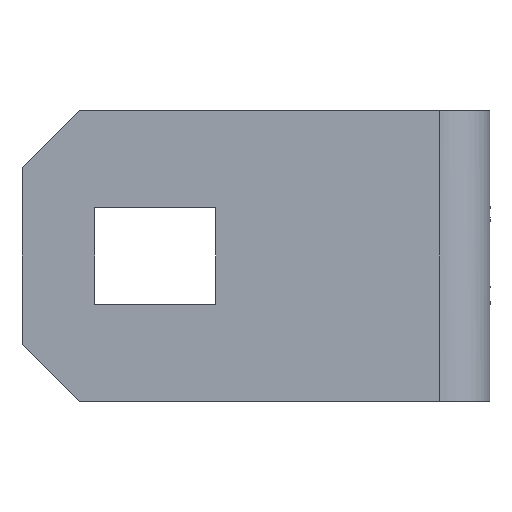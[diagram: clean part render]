
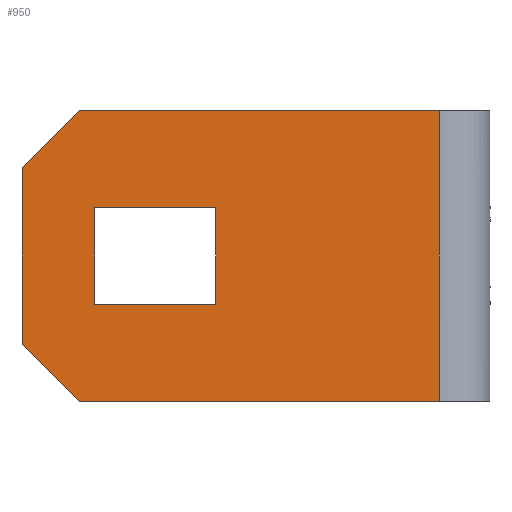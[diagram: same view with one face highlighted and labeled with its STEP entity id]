
A CAD part, left-side view. The second image highlights one B-rep face of the part: STEP entity #950.
In plain terms, the highlighted free-form (B-spline) face has degree [1, 1] with [2, 2] control points.
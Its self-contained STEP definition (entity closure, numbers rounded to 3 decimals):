
#716=CARTESIAN_POINT('V38',(-1572.832,
   -1313.054,370.943));
#717=VERTEX_POINT('V38',#716);
#725=CARTESIAN_POINT('V41',(-1572.832,
   -1313.054,358.943));
#726=VERTEX_POINT('V41',#725);
#727=CARTESIAN_POINT('E44',(-1572.832,
   -1313.054,358.943));
#728=CARTESIAN_POINT('E44',(-1572.832,
   -1313.054,370.943));
#729=QUASI_UNIFORM_CURVE('E44',1,(#727,#728),.POLYLINE_FORM.,.F.,.U.
   );
#730=EDGE_CURVE('E44',#726,#717,#729,.T.);
#753=CARTESIAN_POINT('V40',(-1572.832,
   -1328.054,358.943));
#754=VERTEX_POINT('V40',#753);
#755=CARTESIAN_POINT('E43',(-1572.832,
   -1328.054,358.943));
#756=CARTESIAN_POINT('E43',(-1572.832,
   -1313.054,358.943));
#757=QUASI_UNIFORM_CURVE('E43',1,(#755,#756),.POLYLINE_FORM.,.F.,.U.
   );
#758=EDGE_CURVE('E43',#754,#726,#757,.T.);
#781=CARTESIAN_POINT('V39',(-1572.832,
   -1328.054,370.943));
#782=VERTEX_POINT('V39',#781);
#783=CARTESIAN_POINT('E42',(-1572.832,
   -1328.054,370.943));
#784=CARTESIAN_POINT('E42',(-1572.832,
   -1328.054,358.943));
#785=QUASI_UNIFORM_CURVE('E42',1,(#783,#784),.POLYLINE_FORM.,.F.,.U.
   );
#786=EDGE_CURVE('E42',#782,#754,#785,.T.);
#809=CARTESIAN_POINT('E41',(-1572.832,
   -1313.054,370.943));
#810=CARTESIAN_POINT('E41',(-1572.832,
   -1328.054,370.943));
#811=QUASI_UNIFORM_CURVE('E41',1,(#809,#810),.POLYLINE_FORM.,.F.,.U.
   );
#812=EDGE_CURVE('E41',#717,#782,#811,.T.);
#830=CARTESIAN_POINT('V34',(-1572.832,
   -1311.125,346.943));
#831=VERTEX_POINT('V34',#830);
#837=CARTESIAN_POINT('V37',(-1572.832,
   -1304.054,354.014));
#838=VERTEX_POINT('V37',#837);
#839=CARTESIAN_POINT('E40',(-1572.832,
   -1304.054,354.014));
#840=CARTESIAN_POINT('E40',(-1572.832,
   -1311.125,346.943));
#841=QUASI_UNIFORM_CURVE('E40',1,(#839,#840),.POLYLINE_FORM.,.F.,.U.
   );
#842=EDGE_CURVE('E40',#838,#831,#841,.T.);
#865=CARTESIAN_POINT('V36',(-1572.832,
   -1304.054,375.872));
#866=VERTEX_POINT('V36',#865);
#867=CARTESIAN_POINT('E39',(-1572.832,
   -1304.054,375.872));
#868=CARTESIAN_POINT('E39',(-1572.832,
   -1304.054,354.014));
#869=QUASI_UNIFORM_CURVE('E39',1,(#867,#868),.POLYLINE_FORM.,.F.,.U.
   );
#870=EDGE_CURVE('E39',#866,#838,#869,.T.);
#893=CARTESIAN_POINT('V35',(-1572.832,
   -1311.125,382.943));
#894=VERTEX_POINT('V35',#893);
#895=CARTESIAN_POINT('E38',(-1572.832,
   -1311.125,382.943));
#896=CARTESIAN_POINT('E38',(-1572.832,
   -1304.054,375.872));
#897=QUASI_UNIFORM_CURVE('E38',1,(#895,#896),.POLYLINE_FORM.,.F.,.U.
   );
#898=EDGE_CURVE('E38',#894,#866,#897,.T.);
#915=CARTESIAN_POINT('F7',(-1572.832,
   -1304.054,382.943));
#916=CARTESIAN_POINT('F7',(-1572.832,
   -1304.054,346.943));
#917=CARTESIAN_POINT('F7',(-1572.832,
   -1355.754,382.943));
#918=CARTESIAN_POINT('F7',(-1572.832,
   -1355.754,346.943));
#919=B_SPLINE_SURFACE_WITH_KNOTS('F7',1,1,((#915,#917),(#916,#918))
,.PLANE_SURF.,.F.,.F.,.U.,(2,2),(2,2),(0.001,
   0.999),(0.001,1.435),
   .UNSPECIFIED.);
#920=CARTESIAN_POINT('V32',(-1572.832,
   -1355.754,346.943));
#921=VERTEX_POINT('V32',#920);
#922=CARTESIAN_POINT('E36',(-1572.832,
   -1311.125,346.943));
#923=CARTESIAN_POINT('E36',(-1572.832,
   -1355.754,346.943));
#924=QUASI_UNIFORM_CURVE('E36',1,(#922,#923),.POLYLINE_FORM.,.F.,.U.
   );
#925=EDGE_CURVE('E36',#831,#921,#924,.T.);
#926=ORIENTED_EDGE('E36',*,*,#925,.T.);
#927=CARTESIAN_POINT('V31',(-1572.832,
   -1355.754,382.943));
#928=VERTEX_POINT('V31',#927);
#929=CARTESIAN_POINT('E33',(-1572.832,
   -1355.754,382.943));
#930=CARTESIAN_POINT('E33',(-1572.832,
   -1355.754,346.943));
#931=QUASI_UNIFORM_CURVE('E33',1,(#929,#930),.POLYLINE_FORM.,.F.,.U.
   );
#932=EDGE_CURVE('E33',#928,#921,#931,.T.);
#933=ORIENTED_EDGE('E33',*,*,#932,.F.);
#934=CARTESIAN_POINT('E37',(-1572.832,
   -1355.754,382.943));
#935=CARTESIAN_POINT('E37',(-1572.832,
   -1311.125,382.943));
#936=QUASI_UNIFORM_CURVE('E37',1,(#934,#935),.POLYLINE_FORM.,.F.,.U.
   );
#937=EDGE_CURVE('E37',#928,#894,#936,.T.);
#938=ORIENTED_EDGE('E37',*,*,#937,.T.);
#939=ORIENTED_EDGE('E38',*,*,#898,.T.);
#940=ORIENTED_EDGE('E39',*,*,#870,.T.);
#941=ORIENTED_EDGE('E40',*,*,#842,.T.);
#942=EDGE_LOOP('F7',(#926,#933,#938,#939,#940,#941));
#943=FACE_OUTER_BOUND('F7',#942,.T.);
#944=ORIENTED_EDGE('E41',*,*,#812,.T.);
#945=ORIENTED_EDGE('E42',*,*,#786,.T.);
#946=ORIENTED_EDGE('E43',*,*,#758,.T.);
#947=ORIENTED_EDGE('E44',*,*,#730,.T.);
#948=EDGE_LOOP('F7',(#944,#945,#946,#947));
#949=FACE_BOUND('F7',#948,.T.);
#950=ADVANCED_FACE('F7',(#943,#949),#919,.T.);
